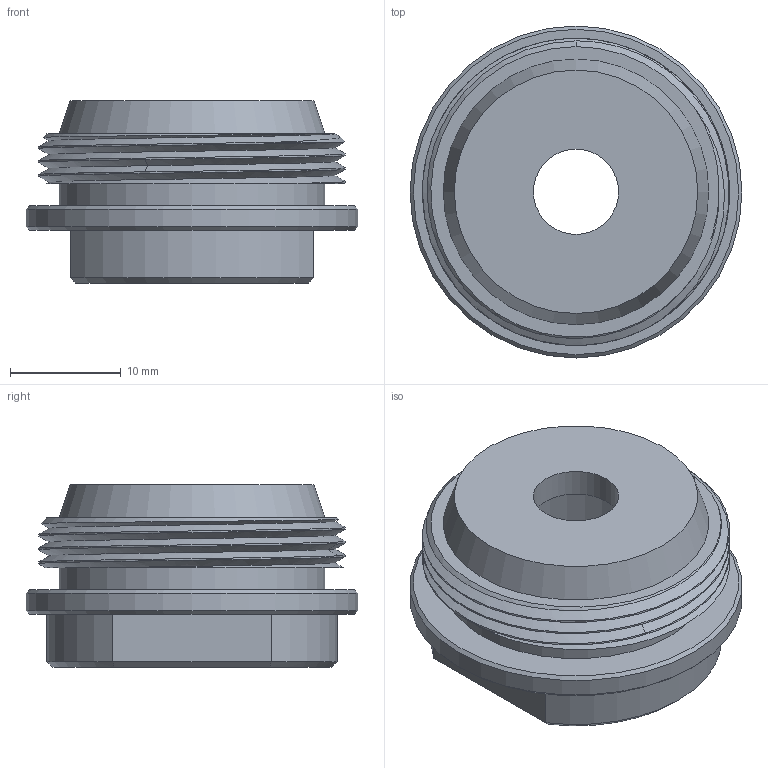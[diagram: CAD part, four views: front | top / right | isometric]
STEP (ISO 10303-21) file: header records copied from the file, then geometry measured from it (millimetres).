
FILE_DESCRIPTION(/* description */ (''),/* implementation_level */ '2;1');
FILE_NAME(/* name */ 'post_bottom_rev11.step',/* time_stamp */ '2025-09-13T13:03:45-07:00',/* author */ (''),/* organization */ (''),/* preprocessor_version */ 'ST-DEVELOPER v20.1',/* originating_system */ 'Autodesk Translation Framework v14.10.0.0',/* authorisation */ '');
FILE_SCHEMA (('AUTOMOTIVE_DESIGN { 1 0 10303 214 3 1 1 }'));
Length unit declared in the file: millimetre
Products named in the file (1): BOTTOMCAP_SP
Bounding box: 30 x 30 x 16.5 mm (x, y, z)
Volume: 4959.4 mm3; surface area: 3925.8 mm2
Topology: 1 solids, 1 shells, 32 faces, 73 edges, 48 vertices
Faces by surface type: plane 11, cylinder 10, cone 7, bspline 4
Full cylindrical faces by diameter (mm): 7.7 x1, 18 x1, 24 x1, 27.75 x2, 30 x1
Entity records: 2493 total; most frequent: CARTESIAN_POINT 1756, ORIENTED_EDGE 146, DIRECTION 133, EDGE_CURVE 73, AXIS2_PLACEMENT_3D 55, VERTEX_POINT 48, EDGE_LOOP 39, FACE_OUTER_BOUND 32
